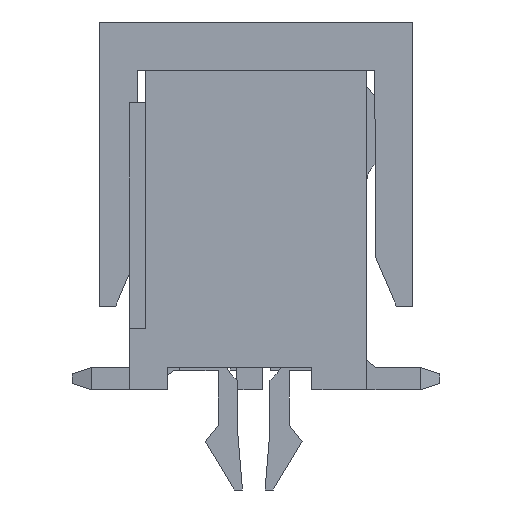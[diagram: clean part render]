
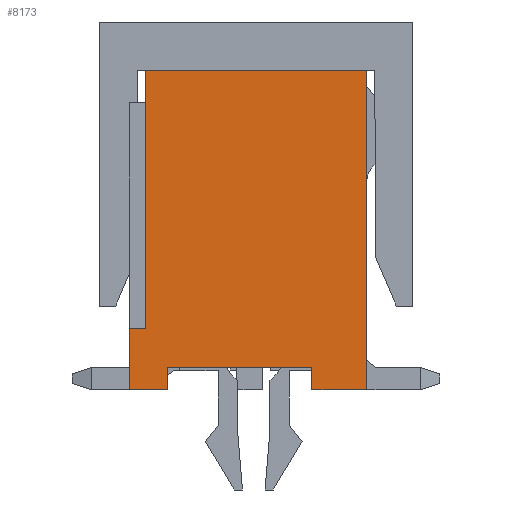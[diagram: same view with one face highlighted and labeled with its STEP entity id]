
A CAD part, left-side view. The second image highlights one B-rep face of the part: STEP entity #8173.
In plain terms, the highlighted planar face has unit normal (-1, 0, 0).
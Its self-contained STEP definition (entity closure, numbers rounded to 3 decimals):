
#1134=ORIENTED_EDGE('',*,*,#3287,.F.);
#1135=ORIENTED_EDGE('',*,*,#3288,.T.);
#1136=ORIENTED_EDGE('',*,*,#3147,.T.);
#1137=ORIENTED_EDGE('',*,*,#3091,.T.);
#1138=ORIENTED_EDGE('',*,*,#3084,.T.);
#1139=ORIENTED_EDGE('',*,*,#3279,.T.);
#1140=ORIENTED_EDGE('',*,*,#3226,.T.);
#1141=ORIENTED_EDGE('',*,*,#3289,.F.);
#1142=ORIENTED_EDGE('',*,*,#3290,.T.);
#1143=ORIENTED_EDGE('',*,*,#3201,.T.);
#3084=EDGE_CURVE('',#4150,#4149,#5042,.T.);
#3091=EDGE_CURVE('',#4156,#4150,#5049,.T.);
#3147=EDGE_CURVE('',#4206,#4156,#5105,.T.);
#3201=EDGE_CURVE('',#4255,#4254,#5159,.T.);
#3226=EDGE_CURVE('',#4274,#4273,#5184,.T.);
#3279=EDGE_CURVE('',#4149,#4274,#5237,.T.);
#3287=EDGE_CURVE('',#4324,#4254,#5245,.T.);
#3288=EDGE_CURVE('',#4324,#4206,#5246,.T.);
#3289=EDGE_CURVE('',#4325,#4273,#5247,.T.);
#3290=EDGE_CURVE('',#4325,#4255,#5248,.T.);
#4149=VERTEX_POINT('',#12112);
#4150=VERTEX_POINT('',#12114);
#4156=VERTEX_POINT('',#12128);
#4206=VERTEX_POINT('',#12236);
#4254=VERTEX_POINT('',#12344);
#4255=VERTEX_POINT('',#12346);
#4273=VERTEX_POINT('',#12389);
#4274=VERTEX_POINT('',#12391);
#4324=VERTEX_POINT('',#12505);
#4325=VERTEX_POINT('',#12508);
#5042=LINE('',#12113,#6178);
#5049=LINE('',#12127,#6185);
#5105=LINE('',#12239,#6241);
#5159=LINE('',#12345,#6295);
#5184=LINE('',#12390,#6320);
#5237=LINE('',#12493,#6373);
#5245=LINE('',#12504,#6381);
#5246=LINE('',#12506,#6382);
#5247=LINE('',#12507,#6383);
#5248=LINE('',#12509,#6384);
#6178=VECTOR('',#9764,1000.);
#6185=VECTOR('',#9773,1000.);
#6241=VECTOR('',#9837,1000.);
#6295=VECTOR('',#9901,1000.);
#6320=VECTOR('',#9928,1000.);
#6373=VECTOR('',#9983,1000.);
#6381=VECTOR('',#9995,1000.);
#6382=VECTOR('',#9996,1000.);
#6383=VECTOR('',#9997,1000.);
#6384=VECTOR('',#9998,1000.);
#6952=EDGE_LOOP('',(#1134,#1135,#1136,#1137,#1138,#1139,#1140,#1141,#1142,
#1143));
#7382=FACE_BOUND('',#6952,.T.);
#7797=PLANE('',#8648);
#8173=ADVANCED_FACE('',(#7382),#7797,.T.);
#8648=AXIS2_PLACEMENT_3D('',#12503,#9993,#9994);
#9764=DIRECTION('',(0.,0.,1.));
#9773=DIRECTION('',(0.,-1.,0.));
#9837=DIRECTION('',(0.,0.,-1.));
#9901=DIRECTION('',(0.,-1.,0.));
#9928=DIRECTION('',(0.,0.,-1.));
#9983=DIRECTION('',(0.,1.,0.));
#9993=DIRECTION('',(-1.,0.,0.));
#9994=DIRECTION('',(0.,0.,1.));
#9995=DIRECTION('',(0.,0.,-1.));
#9996=DIRECTION('',(0.,-1.,0.));
#9997=DIRECTION('',(0.,-1.,0.));
#9998=DIRECTION('',(0.,0.,-1.));
#12112=CARTESIAN_POINT('',(-10.85,-3.43,4.95));
#12113=CARTESIAN_POINT('',(-10.85,-3.43,-4.95));
#12114=CARTESIAN_POINT('',(-10.85,-3.43,-4.95));
#12127=CARTESIAN_POINT('',(-10.85,3.43,-4.95));
#12128=CARTESIAN_POINT('',(-10.85,-1.73,-4.95));
#12236=CARTESIAN_POINT('',(-10.85,-1.73,-4.25));
#12239=CARTESIAN_POINT('',(-10.85,-1.73,-3.95));
#12344=CARTESIAN_POINT('',(-10.85,2.73,-4.95));
#12345=CARTESIAN_POINT('',(-10.85,3.43,-4.95));
#12346=CARTESIAN_POINT('',(-10.85,3.93,-4.95));
#12389=CARTESIAN_POINT('',(-10.85,3.43,-3.05));
#12390=CARTESIAN_POINT('',(-10.85,3.43,4.95));
#12391=CARTESIAN_POINT('',(-10.85,3.43,4.95));
#12493=CARTESIAN_POINT('',(-10.85,-3.43,4.95));
#12503=CARTESIAN_POINT('',(-10.85,0.,0.));
#12504=CARTESIAN_POINT('',(-10.85,2.73,-3.95));
#12505=CARTESIAN_POINT('',(-10.85,2.73,-4.25));
#12506=CARTESIAN_POINT('',(-10.85,2.73,-4.25));
#12507=CARTESIAN_POINT('',(-10.85,3.93,-3.05));
#12508=CARTESIAN_POINT('',(-10.85,3.93,-3.05));
#12509=CARTESIAN_POINT('',(-10.85,3.93,-3.05));
